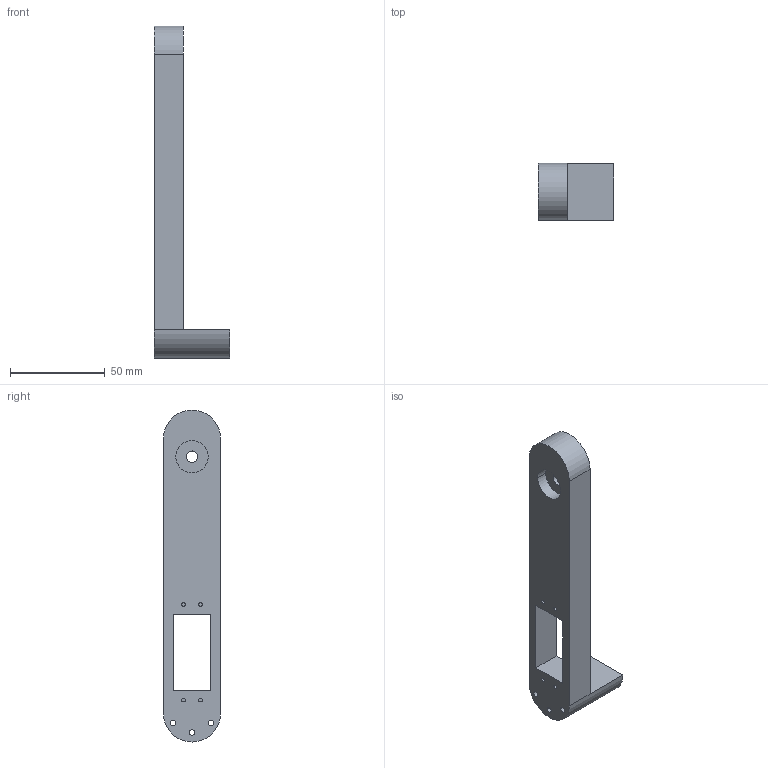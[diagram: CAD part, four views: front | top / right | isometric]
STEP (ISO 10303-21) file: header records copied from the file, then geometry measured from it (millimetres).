
FILE_DESCRIPTION((''),'2;1');
FILE_NAME('OUTER_FEMUR','2023-07-07T00:17:01',('Lenovo'),(''),'CREO PARAMETRIC BY PTC INC, 2022073','CREO PARAMETRIC BY PTC INC, 2022073','');
FILE_SCHEMA(('CONFIG_CONTROL_DESIGN'));
Length unit declared in the file: millimetre
Products named in the file (1): OUTER_FEMUR
Bounding box: 40 x 30 x 174.99 mm (x, y, z)
Volume: 70791.6 mm3; surface area: 20092.6 mm2
Topology: 1 solids, 1 shells, 38 faces, 88 edges, 58 vertices
Faces by surface type: cylinder 22, plane 16
Entity records: 1158 total; most frequent: DIRECTION 208, CARTESIAN_POINT 184, ORIENTED_EDGE 176, EDGE_CURVE 88, AXIS2_PLACEMENT_3D 82, VERTEX_POINT 58, EDGE_LOOP 54, VECTOR 44
